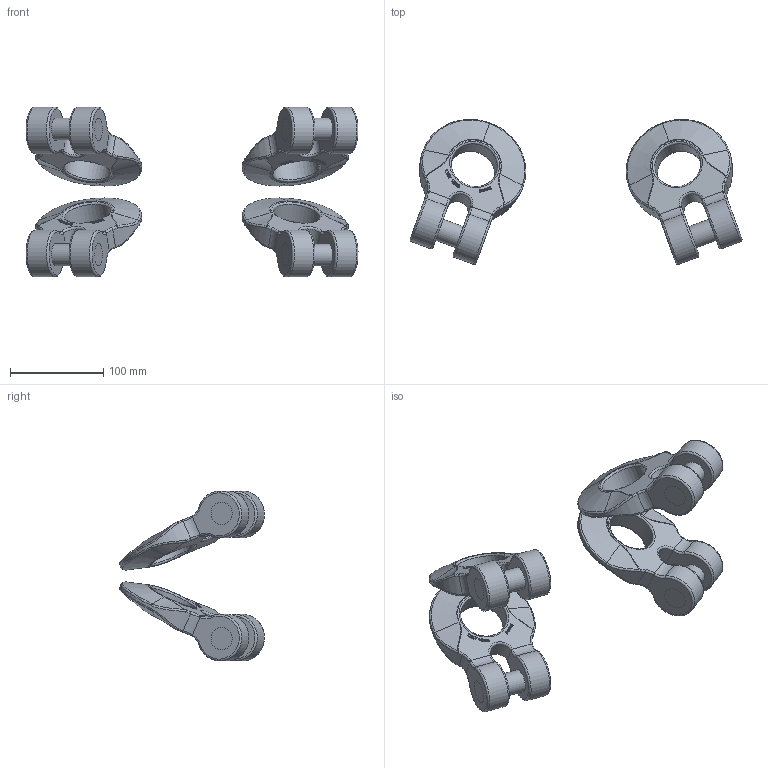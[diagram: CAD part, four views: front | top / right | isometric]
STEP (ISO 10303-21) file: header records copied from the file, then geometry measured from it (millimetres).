
FILE_DESCRIPTION(/* description */ (''),/* implementation_level */ '2;1');
FILE_NAME(/* name */ 'pewag_KAGW_4-19_20',/* time_stamp */ '2010-03-01T15:51:11+01:00',/* author */ (''),/* organization */ (''),/* preprocessor_version */ 'ST-DEVELOPER v9',/* originating_system */ 'UGS - NX 4.0',/* authorisation */ '');
FILE_SCHEMA (('AUTOMOTIVE_DESIGN { 1 0 10303 214 1 1 1 1 }'));
Products named in the file (1): ritC3FElddv
Bounding box: 355.35 x 155.15 x 181.85 mm (x, y, z)
Volume: 1036163.4 mm3; surface area: 188597.2 mm2
Topology: 8 solids, 8 shells, 1172 faces, 3036 edges, 1944 vertices
Faces by surface type: extrusion 448, plane 428, bspline 128, torus 96, cylinder 56, sphere 16
Full cylindrical faces by diameter (mm): 24 x12, 50 x4
Entity records: 44120 total; most frequent: CARTESIAN_POINT 18709, ORIENTED_EDGE 5976, DIRECTION 3562, EDGE_CURVE 2988, VERTEX_POINT 1936, B_SPLINE_CURVE_WITH_KNOTS 1908, VECTOR 1584, EDGE_LOOP 1300
